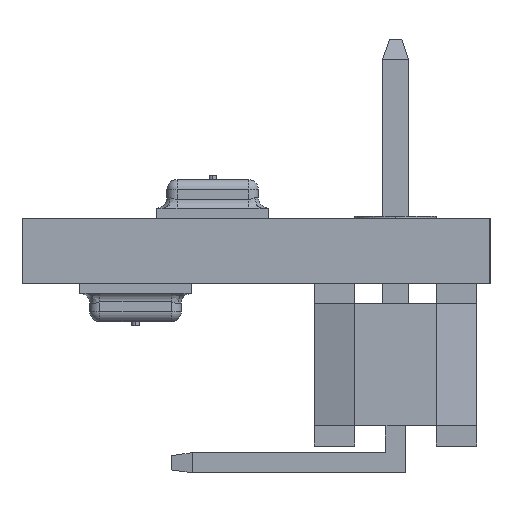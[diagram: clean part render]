
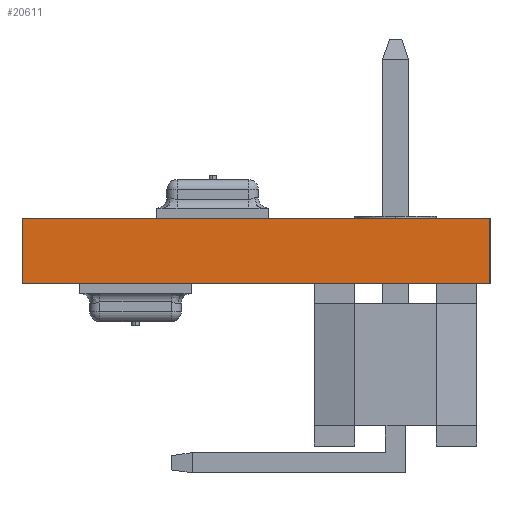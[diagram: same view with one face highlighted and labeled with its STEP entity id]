
A CAD part, left-side view. The second image highlights one B-rep face of the part: STEP entity #20611.
In plain terms, the highlighted face is planar.
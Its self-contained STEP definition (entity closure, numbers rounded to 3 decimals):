
#733 = CARTESIAN_POINT ( 'NONE',  ( -0.8, -7.5, -10. ) ) ;
#928 = DIRECTION ( 'NONE',  ( 1., 0., 0. ) ) ;
#1130 = LINE ( 'NONE', #1239, #13231 ) ;
#1239 = CARTESIAN_POINT ( 'NONE',  ( -0.8, 6.5, -10. ) ) ;
#1791 = CARTESIAN_POINT ( 'NONE',  ( 0.8, 4., -10. ) ) ;
#2554 = VERTEX_POINT ( 'NONE', #13757 ) ;
#3333 = ORIENTED_EDGE ( 'NONE', *, *, #17500, .T. ) ;
#3488 = ORIENTED_EDGE ( 'NONE', *, *, #6638, .T. ) ;
#6086 = DIRECTION ( 'NONE',  ( 1., 0., 0. ) ) ;
#6638 = EDGE_CURVE ( 'NONE', #12724, #20031, #12372, .T. ) ;
#6956 = DIRECTION ( 'NONE',  ( 0., -1., 0. ) ) ;
#7332 = CARTESIAN_POINT ( 'NONE',  ( 0., -7.5, -10. ) ) ;
#8184 = DIRECTION ( 'NONE',  ( 0., -1., 0. ) ) ;
#10492 = VERTEX_POINT ( 'NONE', #1791 ) ;
#12372 = LINE ( 'NONE', #7332, #13183 ) ;
#12503 = ORIENTED_EDGE ( 'NONE', *, *, #19596, .T. ) ;
#12724 = VERTEX_POINT ( 'NONE', #13347 ) ;
#13183 = VECTOR ( 'NONE', #20276, 1000. ) ;
#13231 = VECTOR ( 'NONE', #8184, 1000. ) ;
#13347 = CARTESIAN_POINT ( 'NONE',  ( 0.8, -7.5, -10. ) ) ;
#13757 = CARTESIAN_POINT ( 'NONE',  ( -0.8, 4., -10. ) ) ;
#13833 = AXIS2_PLACEMENT_3D ( 'NONE', #14200, #19250, #6086 ) ;
#14077 = EDGE_LOOP ( 'NONE', ( #18218, #12503, #3333, #3488 ) ) ;
#14097 = FACE_OUTER_BOUND ( 'NONE', #14077, .T. ) ;
#14200 = CARTESIAN_POINT ( 'NONE',  ( -0.8, 6.5, -10. ) ) ;
#14336 = EDGE_CURVE ( 'NONE', #2554, #20031, #1130, .T. ) ;
#14620 = VECTOR ( 'NONE', #6956, 1000. ) ;
#15065 = CARTESIAN_POINT ( 'NONE',  ( 0.8, 6.5, -10. ) ) ;
#15271 = CARTESIAN_POINT ( 'NONE',  ( -9.2, 4., -10. ) ) ;
#15277 = LINE ( 'NONE', #15065, #14620 ) ;
#17068 = LINE ( 'NONE', #15271, #17880 ) ;
#17500 = EDGE_CURVE ( 'NONE', #10492, #12724, #15277, .T. ) ;
#17880 = VECTOR ( 'NONE', #928, 1000. ) ;
#18218 = ORIENTED_EDGE ( 'NONE', *, *, #14336, .F. ) ;
#19250 = DIRECTION ( 'NONE',  ( 0., 0., 1. ) ) ;
#19596 = EDGE_CURVE ( 'NONE', #2554, #10492, #17068, .T. ) ;
#20031 = VERTEX_POINT ( 'NONE', #733 ) ;
#20276 = DIRECTION ( 'NONE',  ( -1., 0., 0. ) ) ;
#20524 = PLANE ( 'NONE',  #13833 ) ;
#20611 = ADVANCED_FACE ( 'NONE', ( #14097 ), #20524, .F. ) ;
